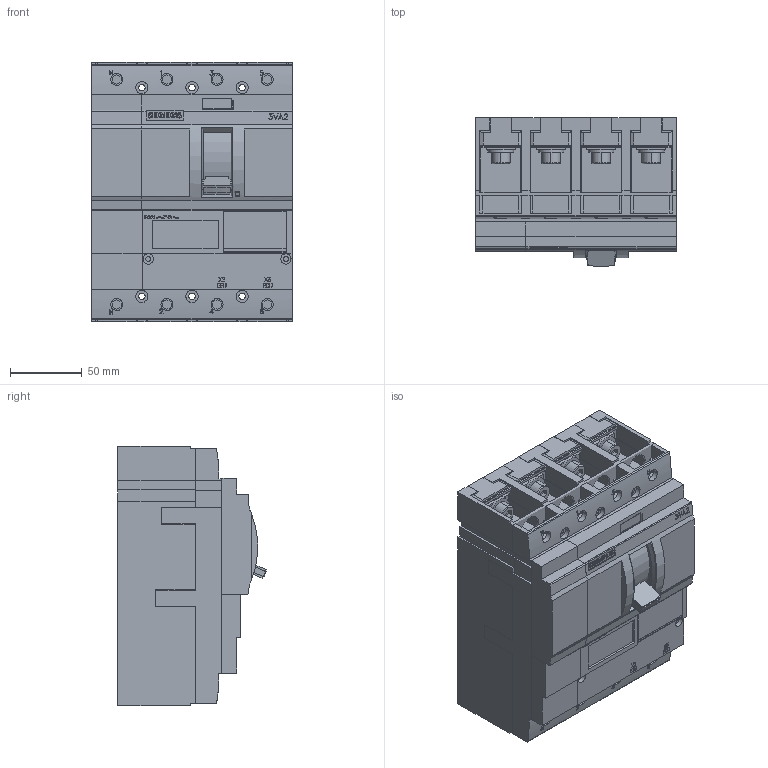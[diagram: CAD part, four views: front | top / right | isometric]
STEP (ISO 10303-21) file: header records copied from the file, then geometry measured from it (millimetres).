
FILE_DESCRIPTION(('no description'),'unknown implementation level');
FILE_NAME('3VA21xxxJP42_0104597_100__3D_v.stp',' ',('SIEMENS A&D'),('CADClick - KiM GmbH - www.kimweb.de'),'unknown preprocess','ACIS','unknown authorization');
FILE_SCHEMA(('automotive_design'));
Length unit declared in the file: millimetre
Products named in the file (2): 1; 2
Bounding box: 140 x 103.41 x 181 mm (x, y, z)
Volume: 1873688.9 mm3; surface area: 214358.1 mm2
Topology: 2 solids, 6 shells, 1980 faces, 5616 edges, 3740 vertices
Faces by surface type: plane 1660, cylinder 290, torus 28, cone 2
Entity records: 127328 total; most frequent: CARTESIAN_POINT 12378, STYLED_ITEM 11330, PRESENTATION_STYLE_ASSIGNMENT 11330, COLOUR_RGB 11330, ORIENTED_EDGE 11216, DIRECTION 10305, EDGE_CURVE 5608, CURVE_STYLE 5608
